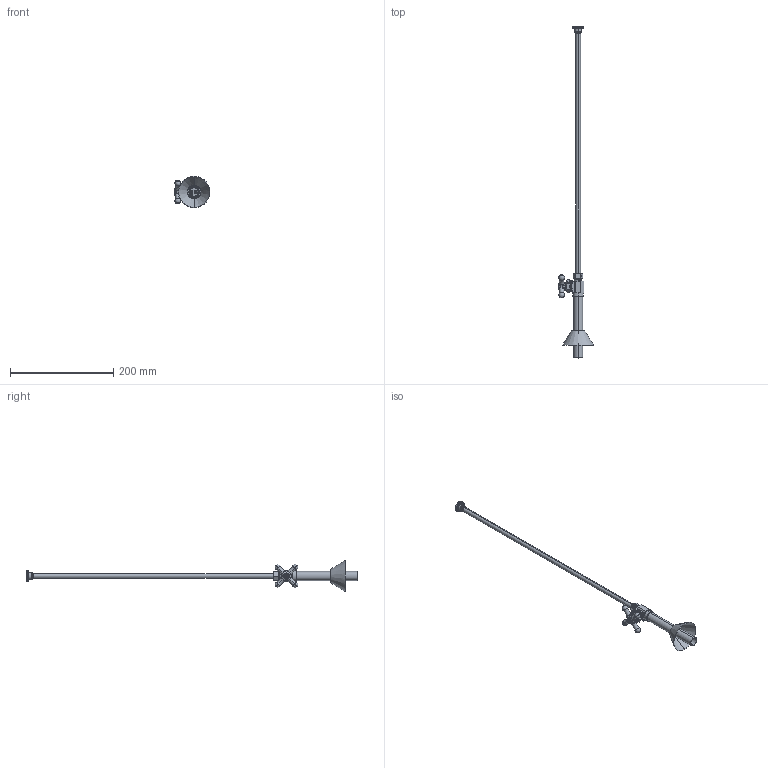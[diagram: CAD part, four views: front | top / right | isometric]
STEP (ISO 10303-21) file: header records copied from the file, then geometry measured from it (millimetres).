
FILE_DESCRIPTION((''),'2;1');
FILE_NAME('4774_ASM','2021-10-26T11:04:49',('rsmith'),(''),'CREO PARAMETRIC BY PTC INC, 2018400','CREO PARAMETRIC BY PTC INC, 2018400','');
FILE_SCHEMA(('AUTOMOTIVE_DESIGN { 1 0 10303 214 1 1 1 1 }'));
Length unit declared in the file: inch
Products named in the file (16): 50686; 50359; 50677; 50685; 50350; 50675; 50674; 6-417_ASM; 50854; 50356; 92000; 417X_ASM; 50392; 91203; 436_ASM; 4774_ASM
Assembly tree (15 placements, depth 4):
  4774_ASM
    417X_ASM
      6-417_ASM
        50686
        50359
        50677
        50685
        50350
        50675
        50674
      50854
      50356
      92000
    436_ASM
      50392
      91203
Bounding box: 69.16 x 643.76 x 60.96 mm (x, y, z)
Volume: 37868 mm3; surface area: 70432.4 mm2
Topology: 12 solids, 12 shells, 662 faces, 1721 edges, 1104 vertices
Faces by surface type: cylinder 232, plane 226, bspline 93, cone 73, torus 26, sphere 12
Entity records: 40798 total; most frequent: CARTESIAN_POINT 19455, ORIENTED_EDGE 3418, DIRECTION 2938, EDGE_CURVE 1709, PRESENTATION_STYLE_ASSIGNMENT 1658, STYLED_ITEM 1658, CURVE_STYLE 1647, AXIS2_PLACEMENT_3D 1199
